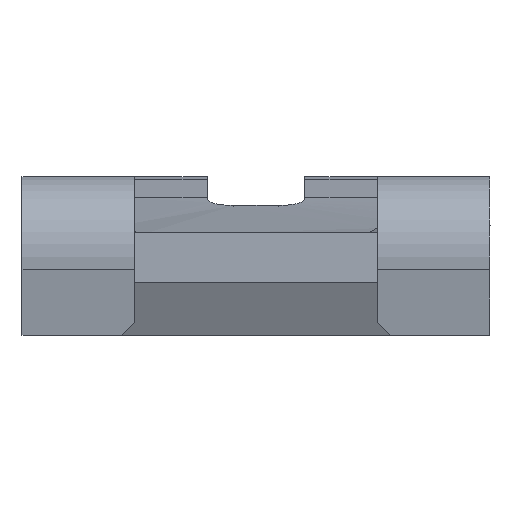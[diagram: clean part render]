
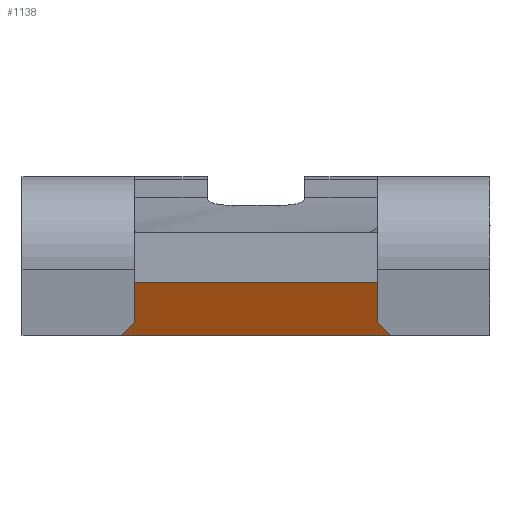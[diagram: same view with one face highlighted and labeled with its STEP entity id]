
A CAD part, left-side view. The second image highlights one B-rep face of the part: STEP entity #1138.
In plain terms, the highlighted planar face has unit normal (-0.894, 0, -0.447).
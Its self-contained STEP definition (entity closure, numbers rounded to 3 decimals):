
#137=FACE_OUTER_BOUND('',#208,.T.);
#208=EDGE_LOOP('',(#970,#971,#972,#973,#974,#975));
#279=LINE('',#1813,#397);
#280=LINE('',#1816,#398);
#321=LINE('',#2162,#439);
#322=LINE('',#2164,#440);
#323=LINE('',#2166,#441);
#324=LINE('',#2167,#442);
#397=VECTOR('',#1401,1000.);
#398=VECTOR('',#1404,1000.);
#439=VECTOR('',#1513,1000.);
#440=VECTOR('',#1514,1000.);
#441=VECTOR('',#1515,1000.);
#442=VECTOR('',#1516,1000.);
#513=VERTEX_POINT('',#1801);
#518=VERTEX_POINT('',#1811);
#519=VERTEX_POINT('',#1815);
#555=VERTEX_POINT('',#2161);
#556=VERTEX_POINT('',#2163);
#557=VERTEX_POINT('',#2165);
#643=EDGE_CURVE('',#518,#513,#279,.T.);
#644=EDGE_CURVE('',#518,#519,#280,.T.);
#704=EDGE_CURVE('',#555,#519,#321,.T.);
#705=EDGE_CURVE('',#555,#556,#322,.T.);
#706=EDGE_CURVE('',#556,#557,#323,.T.);
#707=EDGE_CURVE('',#557,#513,#324,.T.);
#970=ORIENTED_EDGE('',*,*,#704,.F.);
#971=ORIENTED_EDGE('',*,*,#705,.T.);
#972=ORIENTED_EDGE('',*,*,#706,.T.);
#973=ORIENTED_EDGE('',*,*,#707,.T.);
#974=ORIENTED_EDGE('',*,*,#643,.F.);
#975=ORIENTED_EDGE('',*,*,#644,.T.);
#1079=PLANE('',#1242);
#1138=ADVANCED_FACE('',(#137),#1079,.T.);
#1242=AXIS2_PLACEMENT_3D('',#2160,#1511,#1512);
#1401=DIRECTION('',(0.447,0.,-0.894));
#1404=DIRECTION('',(0.,1.,0.));
#1511=DIRECTION('center_axis',(-0.894,0.,-0.447));
#1512=DIRECTION('ref_axis',(-0.447,0.,0.894));
#1513=DIRECTION('',(-0.447,0.,0.894));
#1514=DIRECTION('',(0.333,0.667,-0.667));
#1515=DIRECTION('',(0.,-1.,0.));
#1516=DIRECTION('',(-0.333,0.667,0.667));
#1801=CARTESIAN_POINT('',(-80.45,-9.2,11.5));
#1811=CARTESIAN_POINT('',(-81.95,-9.2,14.5));
#1813=CARTESIAN_POINT('',(-85.95,-9.2,22.5));
#1815=CARTESIAN_POINT('',(-81.95,9.2,14.5));
#1816=CARTESIAN_POINT('',(-81.95,-4.6,14.5));
#2160=CARTESIAN_POINT('Origin',(-80.95,-4.6,12.5));
#2161=CARTESIAN_POINT('',(-80.45,9.2,11.5));
#2162=CARTESIAN_POINT('',(-83.05,9.2,16.7));
#2163=CARTESIAN_POINT('',(-79.95,10.2,10.5));
#2164=CARTESIAN_POINT('',(-82.9,4.3,16.4));
#2165=CARTESIAN_POINT('',(-79.95,-10.2,10.5));
#2166=CARTESIAN_POINT('',(-79.95,-4.6,10.5));
#2167=CARTESIAN_POINT('',(-82.683,-4.733,15.967));
